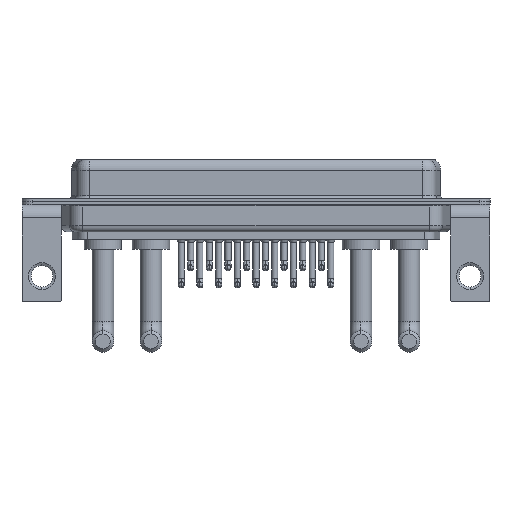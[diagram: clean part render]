
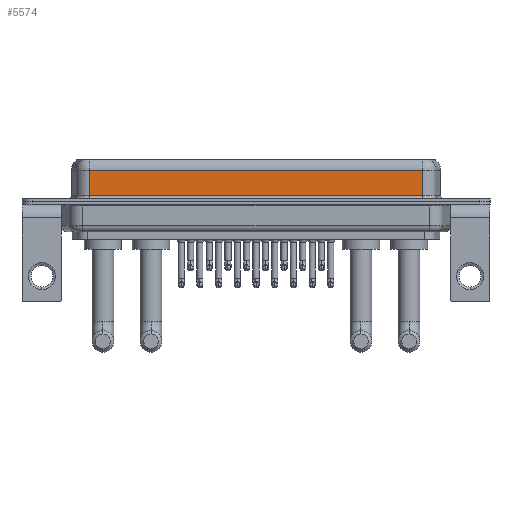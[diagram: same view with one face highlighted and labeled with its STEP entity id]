
A CAD part, front view. The second image highlights one B-rep face of the part: STEP entity #5574.
In plain terms, the highlighted planar face has unit normal (0, -1, 0).
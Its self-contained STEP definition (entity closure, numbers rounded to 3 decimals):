
#834 = CARTESIAN_POINT ( 'NONE',  ( 56.462, -3.95, 6.4 ) ) ;
#984 = CARTESIAN_POINT ( 'NONE',  ( 56.462, -3.95, 0.9 ) ) ;
#1202 = EDGE_CURVE ( 'NONE', #22309, #13867, #22062, .T. ) ;
#3006 = CARTESIAN_POINT ( 'NONE',  ( 7.038, -3.95, 6.4 ) ) ;
#3206 = CARTESIAN_POINT ( 'NONE',  ( 7.038, -3.95, 4.65 ) ) ;
#4101 = VECTOR ( 'NONE', #17261, 1000. ) ;
#4905 = ORIENTED_EDGE ( 'NONE', *, *, #1202, .T. ) ;
#4930 = LINE ( 'NONE', #22578, #4101 ) ;
#5574 = ADVANCED_FACE ( 'NONE', ( #18702 ), #13261, .F. ) ;
#7866 = DIRECTION ( 'NONE',  ( 0., 0., 1. ) ) ;
#8435 = VECTOR ( 'NONE', #16876, 1000. ) ;
#9395 = EDGE_CURVE ( 'NONE', #10214, #13867, #17190, .T. ) ;
#9722 = AXIS2_PLACEMENT_3D ( 'NONE', #834, #11414, #7866 ) ;
#9804 = VECTOR ( 'NONE', #19256, 1000. ) ;
#10003 = EDGE_LOOP ( 'NONE', ( #19016, #14976, #20001, #4905 ) ) ;
#10214 = VERTEX_POINT ( 'NONE', #19577 ) ;
#11414 = DIRECTION ( 'NONE',  ( 0., 1., 0. ) ) ;
#11894 = DIRECTION ( 'NONE',  ( 0., 0., -1. ) ) ;
#12851 = EDGE_CURVE ( 'NONE', #19206, #22309, #22714, .T. ) ;
#13261 = PLANE ( 'NONE',  #9722 ) ;
#13867 = VERTEX_POINT ( 'NONE', #17392 ) ;
#14976 = ORIENTED_EDGE ( 'NONE', *, *, #19528, .T. ) ;
#16876 = DIRECTION ( 'NONE',  ( 1., 0., 0. ) ) ;
#17190 = LINE ( 'NONE', #18474, #19847 ) ;
#17261 = DIRECTION ( 'NONE',  ( -1., 0., 0. ) ) ;
#17392 = CARTESIAN_POINT ( 'NONE',  ( 56.462, -3.95, 0.9 ) ) ;
#18474 = CARTESIAN_POINT ( 'NONE',  ( 56.462, -3.95, 6.4 ) ) ;
#18702 = FACE_OUTER_BOUND ( 'NONE', #10003, .T. ) ;
#19016 = ORIENTED_EDGE ( 'NONE', *, *, #9395, .F. ) ;
#19206 = VERTEX_POINT ( 'NONE', #3206 ) ;
#19256 = DIRECTION ( 'NONE',  ( 0., 0., -1. ) ) ;
#19528 = EDGE_CURVE ( 'NONE', #10214, #19206, #4930, .T. ) ;
#19577 = CARTESIAN_POINT ( 'NONE',  ( 56.462, -3.95, 4.65 ) ) ;
#19847 = VECTOR ( 'NONE', #11894, 1000. ) ;
#20001 = ORIENTED_EDGE ( 'NONE', *, *, #12851, .T. ) ;
#22062 = LINE ( 'NONE', #984, #8435 ) ;
#22309 = VERTEX_POINT ( 'NONE', #22560 ) ;
#22560 = CARTESIAN_POINT ( 'NONE',  ( 7.038, -3.95, 0.9 ) ) ;
#22578 = CARTESIAN_POINT ( 'NONE',  ( 56.462, -3.95, 4.65 ) ) ;
#22714 = LINE ( 'NONE', #3006, #9804 ) ;
